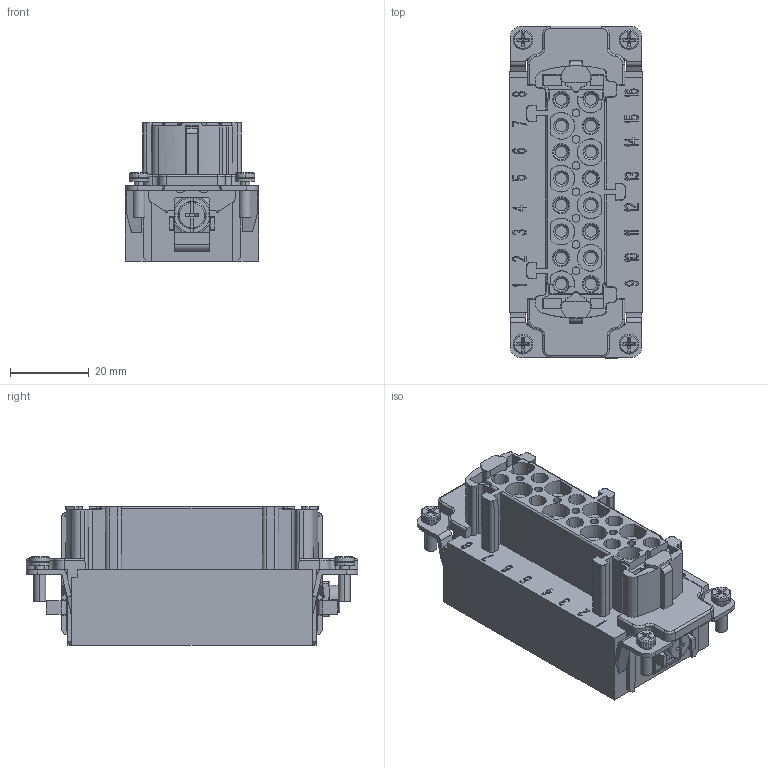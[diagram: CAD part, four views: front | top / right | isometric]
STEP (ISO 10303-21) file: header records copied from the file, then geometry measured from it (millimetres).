
FILE_DESCRIPTION((''),'2;1');
FILE_NAME('HE-016-MS','2017-07-07T',('tl.yang'),(''),'PRO/ENGINEER BY PARAMETRIC TECHNOLOGY CORPORATION, 2011500','PRO/ENGINEER BY PARAMETRIC TECHNOLOGY CORPORATION, 2011500','');
FILE_SCHEMA(('CONFIG_CONTROL_DESIGN'));
Products named in the file (1): HE-016-MS
Bounding box: 33.9 x 84.5 x 35.2 mm (x, y, z)
Volume: 51909 mm3; surface area: 24309.8 mm2
Topology: 1 solids, 1 shells, 2499 faces, 7023 edges, 4642 vertices
Faces by surface type: plane 1964, cylinder 271, cone 184, bspline 54, torus 26
Entity records: 82715 total; most frequent: CARTESIAN_POINT 17838, ORIENTED_EDGE 14046, DIRECTION 12571, EDGE_CURVE 7023, VECTOR 5713, LINE 5713, VERTEX_POINT 4642, AXIS2_PLACEMENT_3D 3429
